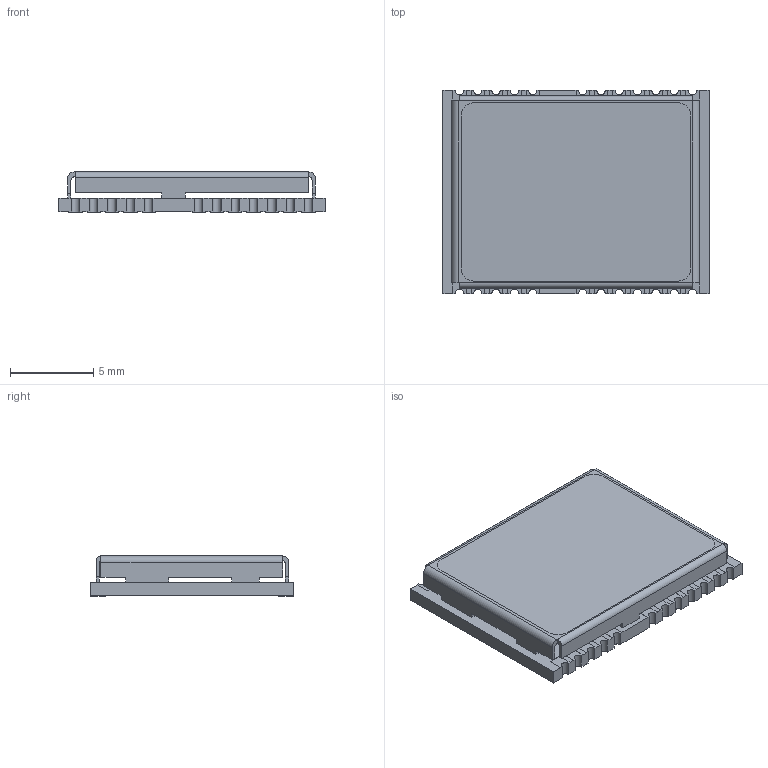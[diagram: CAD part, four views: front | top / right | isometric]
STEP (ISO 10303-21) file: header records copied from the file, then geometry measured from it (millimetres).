
FILE_DESCRIPTION(/* description */ ('Unknown'),/* implementation_level */ '2;1');
FILE_NAME(/* name */ 'NEO-M8U-06B',/* time_stamp */ '2024-06-13T14:25:06+02:00',/* author */ ('Unknown'),/* organization */ ('Unknown'),/* preprocessor_version */ 'ST-DEVELOPER v19.4',/* originating_system */ 'Solid Edge',/* authorisation */ 'Unknown');
FILE_SCHEMA (('AUTOMOTIVE_DESIGN {1 0 10303 214 3 1 1}'));
Length unit declared in the file: millimetre
Products named in the file (1): NEO-M8U-06B
Bounding box: 16 x 12.2 x 2.4 mm (x, y, z)
Volume: 215.6 mm3; surface area: 889.3 mm2
Topology: 1 solids, 1 shells, 293 faces, 884 edges, 590 vertices
Faces by surface type: plane 261, cylinder 32
Entity records: 11879 total; most frequent: ORIENTED_EDGE 1768, CARTESIAN_POINT 1768, DIRECTION 1540, EDGE_CURVE 884, LINE 816, VECTOR 816, VERTEX_POINT 590, AXIS2_PLACEMENT_3D 362
